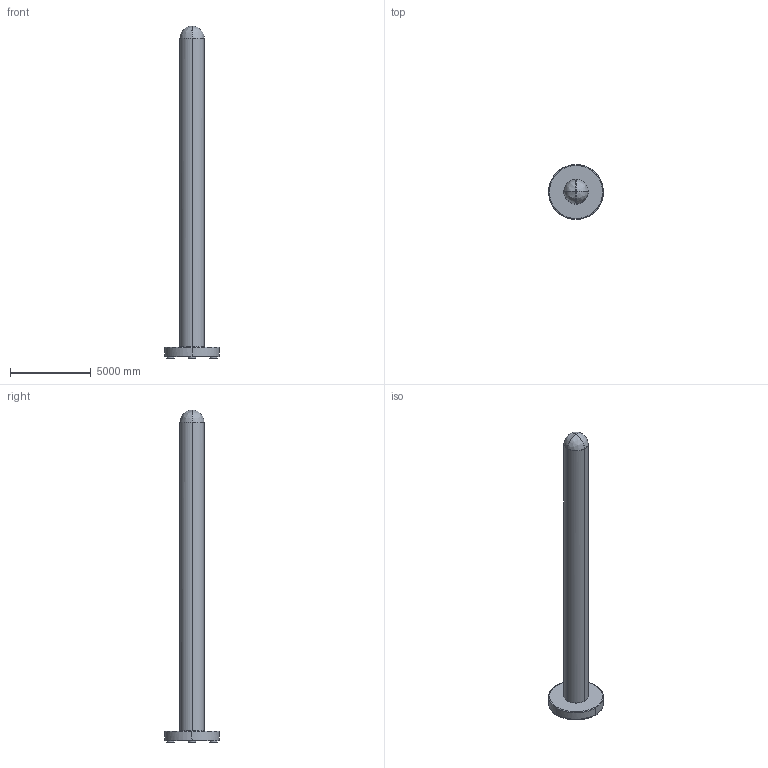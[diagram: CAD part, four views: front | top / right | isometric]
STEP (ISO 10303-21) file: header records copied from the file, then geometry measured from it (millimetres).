
FILE_DESCRIPTION(/* description */ (''),/* implementation_level */ '2;1');
FILE_NAME(/* name */ 'Metacolor_3D',/* time_stamp */ '2012-02-06T11:43:03+01:00',/* author */ (''),/* organization */ (''),/* preprocessor_version */ 'ST-DEVELOPER v10',/* originating_system */ '',/* authorisation */ '');
FILE_SCHEMA (('CONFIG_CONTROL_DESIGN'));
Length unit declared in the file: centimetre
Products named in the file (1): 1
Bounding box: 3400 x 3400 x 20570 mm (x, y, z)
Volume: 11124945458.8 mm3; surface area: 246119810.6 mm2
Topology: 8 solids, 8 shells, 88 faces, 192 edges, 118 vertices
Faces by surface type: bspline 68, plane 20
Entity records: 3508 total; most frequent: CARTESIAN_POINT 2342, ORIENTED_EDGE 368, EDGE_CURVE 184, VERTEX_POINT 118, EDGE_LOOP 94, ADVANCED_FACE 88, FACE_OUTER_BOUND 88, B_SPLINE_CURVE_WITH_KNOTS 54
